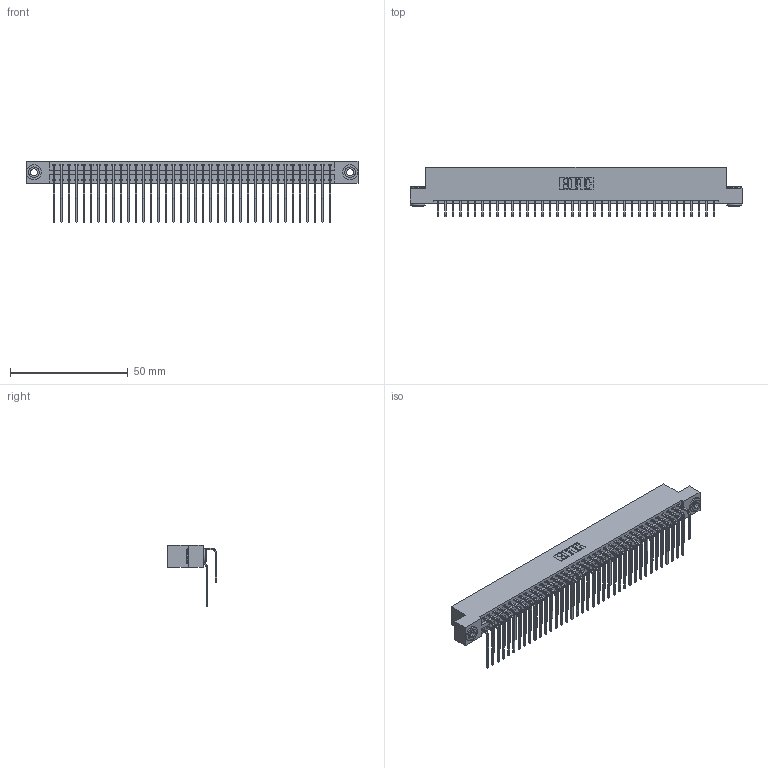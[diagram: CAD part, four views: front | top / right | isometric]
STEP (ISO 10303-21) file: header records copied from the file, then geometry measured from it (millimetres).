
FILE_DESCRIPTION (( 'STEP AP203' ), '1' );
FILE_NAME ('396-076-559-203.STEP', '2018-09-09T14:37:58', ( '' ), ( '' ), 'SwSTEP 2.0', 'SolidWorks 2016', '' );
FILE_SCHEMA (( 'CONFIG_CONTROL_DESIGN' ));
Length unit declared in the file: inch
Products named in the file (5): 345-292-001_558 559 Tail - 1; 345-292-001_559 Tail - 2; 345-250-002_345-250-002-102; 396-076-559-203; 346 Part_Flush Mounting Lugs - 0.156 Dia-TH
Assembly tree (79 placements, depth 2):
  396-076-559-203
    346 Part_Flush Mounting Lugs - 0.156 Dia-TH
    345-292-001_558 559 Tail - 1  x38
    345-292-001_559 Tail - 2  x38
    345-250-002_345-250-002-102  x2
Bounding box: 141.22 x 20.89 x 26.16 mm (x, y, z)
Volume: 14197.8 mm3; surface area: 21770.5 mm2
Topology: 79 solids, 79 shells, 4264 faces, 12641 edges, 8322 vertices
Faces by surface type: plane 2898, cylinder 1358, cone 8
Entity records: 27772 total; most frequent: CARTESIAN_POINT 4610, ORIENTED_EDGE 4486, DIRECTION 4117, EDGE_CURVE 2243, VECTOR 1895, LINE 1895, VERTEX_POINT 1490, AXIS2_PLACEMENT_3D 1111
